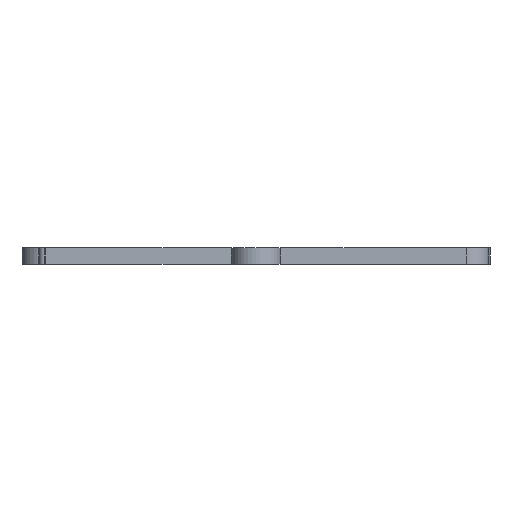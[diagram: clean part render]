
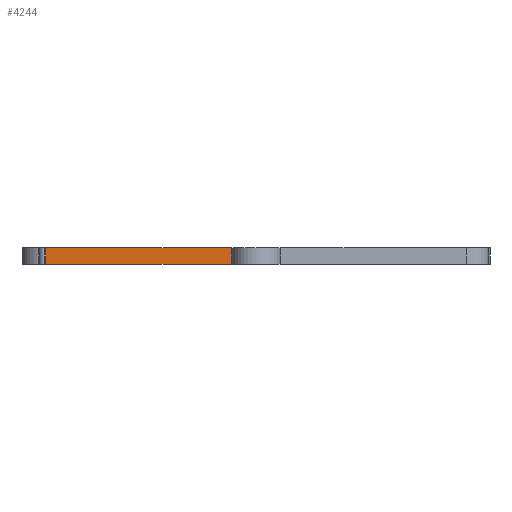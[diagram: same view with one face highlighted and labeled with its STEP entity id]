
A CAD part, left-side view. The second image highlights one B-rep face of the part: STEP entity #4244.
In plain terms, the highlighted planar face has unit normal (-1, 0, 0).
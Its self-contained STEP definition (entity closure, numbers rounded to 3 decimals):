
#375=PLANE('',#4527);
#492=FACE_OUTER_BOUND('',#745,.T.);
#745=EDGE_LOOP('',(#3146,#3147,#3148,#3149));
#1002=LINE('',#5503,#1396);
#1077=LINE('',#6150,#1471);
#1078=LINE('',#6153,#1472);
#1079=LINE('',#6154,#1473);
#1396=VECTOR('',#4760,10.);
#1471=VECTOR('',#4853,10.);
#1472=VECTOR('',#4856,10.);
#1473=VECTOR('',#4857,10.);
#1856=VERTEX_POINT('',#5500);
#1857=VERTEX_POINT('',#5502);
#2010=VERTEX_POINT('',#6148);
#2011=VERTEX_POINT('',#6152);
#2302=EDGE_CURVE('',#1857,#1856,#1002,.T.);
#2462=EDGE_CURVE('',#1856,#2010,#1077,.T.);
#2463=EDGE_CURVE('',#2011,#2010,#1078,.T.);
#2464=EDGE_CURVE('',#1857,#2011,#1079,.F.);
#3146=ORIENTED_EDGE('',*,*,#2462,.T.);
#3147=ORIENTED_EDGE('',*,*,#2463,.F.);
#3148=ORIENTED_EDGE('',*,*,#2464,.F.);
#3149=ORIENTED_EDGE('',*,*,#2302,.T.);
#4244=ADVANCED_FACE('',(#492),#375,.T.);
#4527=AXIS2_PLACEMENT_3D('',#6151,#4854,#4855);
#4760=DIRECTION('',(0.,-1.,0.));
#4853=DIRECTION('',(0.,0.,1.));
#4854=DIRECTION('center_axis',(-1.,0.,0.));
#4855=DIRECTION('ref_axis',(0.,-1.,0.));
#4856=DIRECTION('',(0.,-1.,0.));
#4857=DIRECTION('',(0.,0.,-1.));
#5500=CARTESIAN_POINT('',(66.724,-85.744,-7.9));
#5502=CARTESIAN_POINT('',(66.724,-50.138,-7.9));
#5503=CARTESIAN_POINT('',(66.724,-70.438,-7.9));
#6148=CARTESIAN_POINT('',(66.724,-85.744,-4.7));
#6150=CARTESIAN_POINT('',(66.724,-85.744,-7.9));
#6151=CARTESIAN_POINT('Origin',(66.724,-50.388,-7.9));
#6152=CARTESIAN_POINT('',(66.724,-50.138,-4.7));
#6153=CARTESIAN_POINT('',(66.724,-70.438,-4.7));
#6154=CARTESIAN_POINT('',(66.724,-50.138,-7.9));
